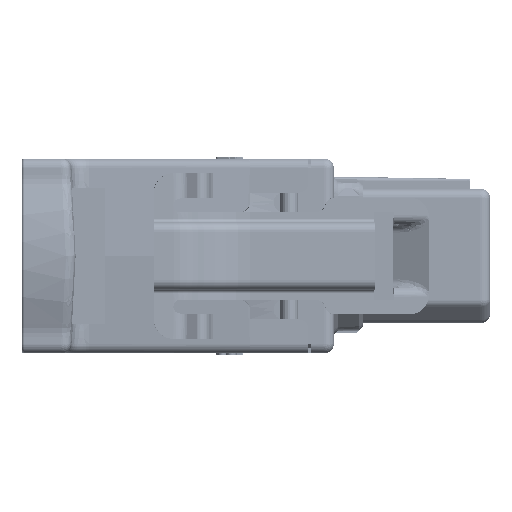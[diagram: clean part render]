
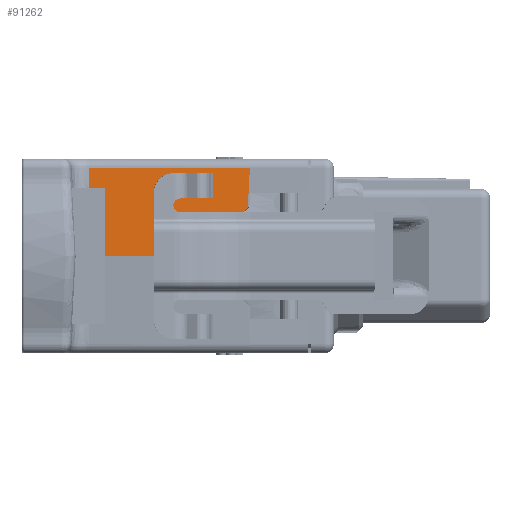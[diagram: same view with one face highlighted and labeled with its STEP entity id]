
A CAD part, left-side view. The second image highlights one B-rep face of the part: STEP entity #91262.
In plain terms, the highlighted planar face has unit normal (-0.999, 0, 0.052).
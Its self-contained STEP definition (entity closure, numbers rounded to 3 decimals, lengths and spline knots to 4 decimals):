
#5298=DIRECTION('',(0.052,0.035,0.998));
#5299=VECTOR('',#5298,0.0262);
#5300=CARTESIAN_POINT('',(-22.3642,4.3105,4.5001));
#5301=LINE('',#5300,#5299);
#5302=DIRECTION('',(-0.052,0.052,-0.997));
#5303=VECTOR('',#5302,4.5124);
#5304=CARTESIAN_POINT('',(-22.3642,4.3105,4.5001));
#5305=LINE('',#5304,#5303);
#5306=DIRECTION('',(0.,-1.,0.));
#5307=VECTOR('',#5306,7.2037);
#5308=CARTESIAN_POINT('',(-22.6,11.75,0.));
#5309=LINE('',#5308,#5307);
#5310=DIRECTION('',(-0.052,0.,-0.999));
#5311=VECTOR('',#5310,3.5048);
#5312=CARTESIAN_POINT('',(-22.4166,11.75,3.5));
#5313=LINE('',#5312,#5311);
#5314=DIRECTION('',(0.,-1.,0.));
#5315=VECTOR('',#5314,0.8);
#5316=CARTESIAN_POINT('',(-22.4166,12.55,3.5));
#5317=LINE('',#5316,#5315);
#5318=DIRECTION('',(0.052,0.,0.999));
#5319=VECTOR('',#5318,1.0276);
#5320=CARTESIAN_POINT('',(-22.4166,12.55,3.5));
#5321=LINE('',#5320,#5319);
#5322=DIRECTION('',(0.,1.,0.));
#5323=VECTOR('',#5322,8.2386);
#5324=CARTESIAN_POINT('',(-22.3628,4.3114,4.5262));
#5325=LINE('',#5324,#5323);
#76007=CARTESIAN_POINT('',(-22.4166,12.55,3.5));
#76009=VERTEX_POINT('',#76007);
#76021=CARTESIAN_POINT('',(-22.4166,11.75,3.5));
#76022=VERTEX_POINT('',#76021);
#76031=CARTESIAN_POINT('',(-22.6,11.75,0.));
#76032=CARTESIAN_POINT('',(-22.6,4.5463,0.));
#76033=VERTEX_POINT('',#76031);
#76034=VERTEX_POINT('',#76032);
#76051=CARTESIAN_POINT('',(-22.3628,12.55,4.5262));
#76052=VERTEX_POINT('',#76051);
#76402=CARTESIAN_POINT('',(-22.3642,4.3105,
4.5001));
#76403=VERTEX_POINT('',#76402);
#76404=CARTESIAN_POINT('',(-22.3628,4.3114,
4.5262));
#76405=VERTEX_POINT('',#76404);
#91244=CARTESIAN_POINT('',(-22.6,12.55,0.));
#91245=DIRECTION('',(-0.999,0.,0.052));
#91246=DIRECTION('',(0.,-1.,0.));
#91247=AXIS2_PLACEMENT_3D('',#91244,#91245,#91246);
#91248=PLANE('',#91247);
#91249=ORIENTED_EDGE('',*,*,#91209,.T.);
#91251=ORIENTED_EDGE('',*,*,#91250,.F.);
#91253=ORIENTED_EDGE('',*,*,#91252,.F.);
#91255=ORIENTED_EDGE('',*,*,#91254,.F.);
#91257=ORIENTED_EDGE('',*,*,#91256,.T.);
#91258=ORIENTED_EDGE('',*,*,#91236,.F.);
#91259=ORIENTED_EDGE('',*,*,#91224,.F.);
#91260=EDGE_LOOP('',(#91249,#91251,#91253,#91255,#91257,#91258,#91259));
#91261=FACE_OUTER_BOUND('',#91260,.F.);
#91262=ADVANCED_FACE('',(#91261),#91248,.T.);
#91209=EDGE_CURVE('',#76403,#76034,#5305,.T.);
#91224=EDGE_CURVE('',#76403,#76405,#5301,.T.);
#91236=EDGE_CURVE('',#76405,#76052,#5325,.T.);
#91250=EDGE_CURVE('',#76033,#76034,#5309,.T.);
#91252=EDGE_CURVE('',#76022,#76033,#5313,.T.);
#91254=EDGE_CURVE('',#76009,#76022,#5317,.T.);
#91256=EDGE_CURVE('',#76009,#76052,#5321,.T.);
